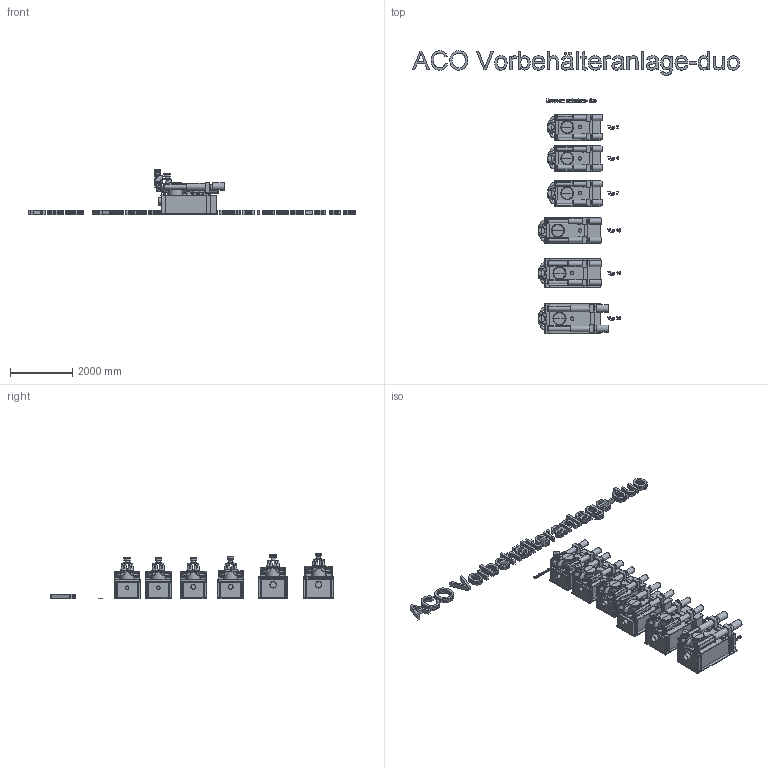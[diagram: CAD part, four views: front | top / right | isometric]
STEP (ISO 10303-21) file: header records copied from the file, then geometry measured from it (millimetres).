
FILE_DESCRIPTION(/* description */ (''),/* implementation_level */ '2;1');
FILE_NAME(/* name */ 'ACOVorbehälteranlage-duo.step',/* time_stamp */ '2023-06-12T14:26:42+02:00',/* author */ ('ndmes'),/* organization */ (''),/* preprocessor_version */ 'ST-DEVELOPER v18.1',/* originating_system */ 'Autodesk Inventor 2022',/* authorisation */ '');
FILE_SCHEMA (('AUTOMOTIVE_DESIGN { 1 0 10303 214 3 1 1 }'));
Products named in the file (291): ACOVorbehälteranlage-duo.sat; ACOVorbehälteranlage-duo; ACOVorbehälteranlage-duo_1; ACOVorbehälteranlage-duo_2; ACOVorbehälteranlage-duo_3; ACOVorbehälteranlage-duo_4; ACOVorbehälteranlage-duo_5; ACOVorbehälteranlage-duo_6; ACOVorbehälteranlage-duo_7; ACOVorbehälteranlage-duo_8; ACOVorbehälteranlage-duo_9; ACOVorbehälteranlage-duo_10; ACOVorbehälteranlage-duo_11; ACOVorbehälteranlage-duo_12; ACOVorbehälteranlage-duo_13; ACOVorbehälteranlage-duo_14; ACOVorbehälteranlage-duo_15; ACOVorbehälteranlage-duo_16; ACOVorbehälteranlage-duo_17; ACOVorbehälteranlage-duo_18; ACOVorbehälteranlage-duo_19; ACOVorbehälteranlage-duo_20; ACOVorbehälteranlage-duo_21; ACOVorbehälteranlage-duo_22; ACOVorbehälteranlage-duo_23; ACOVorbehälteranlage-duo_24; ACOVorbehälteranlage-duo_25; ACOVorbehälteranlage-duo_26; ACOVorbehälteranlage-duo_27; ACOVorbehälteranlage-duo_28; ACOVorbehälteranlage-duo_29; ACOVorbehälteranlage-duo_30; ACOVorbehälteranlage-duo_31; ACOVorbehälteranlage-duo_32; ACOVorbehälteranlage-duo_33; ACOVorbehälteranlage-duo_34; ACOVorbehälteranlage-duo_35; ACOVorbehälteranlage-duo_36; ACOVorbehälteranlage-duo_37; ACOVorbehälteranlage-duo_38 ...
Assembly tree (290 placements, depth 2):
  ACOVorbehälteranlage-duo.sat
    ACOVorbehälteranlage-duo
    ACOVorbehälteranlage-duo_1
    ACOVorbehälteranlage-duo_2
    ACOVorbehälteranlage-duo_3
    ACOVorbehälteranlage-duo_4
    ACOVorbehälteranlage-duo_5
    ACOVorbehälteranlage-duo_6
    ACOVorbehälteranlage-duo_7
    ACOVorbehälteranlage-duo_8
    ACOVorbehälteranlage-duo_9
    ACOVorbehälteranlage-duo_10
    ACOVorbehälteranlage-duo_11
    ACOVorbehälteranlage-duo_12
    ACOVorbehälteranlage-duo_13
    ACOVorbehälteranlage-duo_14
    ACOVorbehälteranlage-duo_15
    ACOVorbehälteranlage-duo_16
    ACOVorbehälteranlage-duo_17
    ACOVorbehälteranlage-duo_18
    ACOVorbehälteranlage-duo_19
    ACOVorbehälteranlage-duo_20
    ACOVorbehälteranlage-duo_21
    ACOVorbehälteranlage-duo_22
    ACOVorbehälteranlage-duo_23
    ACOVorbehälteranlage-duo_24
    ACOVorbehälteranlage-duo_25
    ACOVorbehälteranlage-duo_26
    ACOVorbehälteranlage-duo_27
    ACOVorbehälteranlage-duo_28
    ACOVorbehälteranlage-duo_29
    ACOVorbehälteranlage-duo_30
    ACOVorbehälteranlage-duo_31
    ACOVorbehälteranlage-duo_32
    ACOVorbehälteranlage-duo_33
    ACOVorbehälteranlage-duo_34
    ACOVorbehälteranlage-duo_35
    ACOVorbehälteranlage-duo_36
    ACOVorbehälteranlage-duo_37
    ACOVorbehälteranlage-duo_38
    ACOVorbehälteranlage-duo_39
    ACOVorbehälteranlage-duo_40
    ACOVorbehälteranlage-duo_41
    ACOVorbehälteranlage-duo_42
    ACOVorbehälteranlage-duo_43
    ACOVorbehälteranlage-duo_44
    ACOVorbehälteranlage-duo_45
    ACOVorbehälteranlage-duo_46
    ACOVorbehälteranlage-duo_47
    ACOVorbehälteranlage-duo_48
    ACOVorbehälteranlage-duo_49
    ACOVorbehälteranlage-duo_50
    ACOVorbehälteranlage-duo_51
    ACOVorbehälteranlage-duo_52
    ACOVorbehälteranlage-duo_53
    ACOVorbehälteranlage-duo_54
    ACOVorbehälteranlage-duo_55
    ACOVorbehälteranlage-duo_56
    ACOVorbehälteranlage-duo_57
    ACOVorbehälteranlage-duo_58
Bounding box: 10495.67 x 9063.86 x 1460 mm (x, y, z)
Volume: 5278903143.2 mm3; surface area: 122042282.3 mm2
Topology: 417 solids, 417 shells, 4451 faces, 10659 edges, 6970 vertices
Faces by surface type: plane 3899, cylinder 366, bspline 96, cone 60, torus 30
Full cylindrical faces by diameter (mm): 20 x48, 30 x24, 75 x12, 76.1 x24, 100 x8, 106.501 x24, 110 x8, 110.227 x12, 127.5 x6, 135 x6, 140 x12, 145 x4, 150 x2, 151.72 x6, 155 x6, 160 x2, 165 x4, 180 x2, 183 x10, 190 x12, 200 x50, 206 x2, 210 x20, 230 x2, 374 x6, 388 x6, 405 x6, 420 x6
Entity records: 151356 total; most frequent: CARTESIAN_POINT 33953, DIRECTION 21473, ORIENTED_EDGE 21174, EDGE_CURVE 10587, LINE 9237, VECTOR 9237, VERTEX_POINT 6970, AXIS2_PLACEMENT_3D 6118
